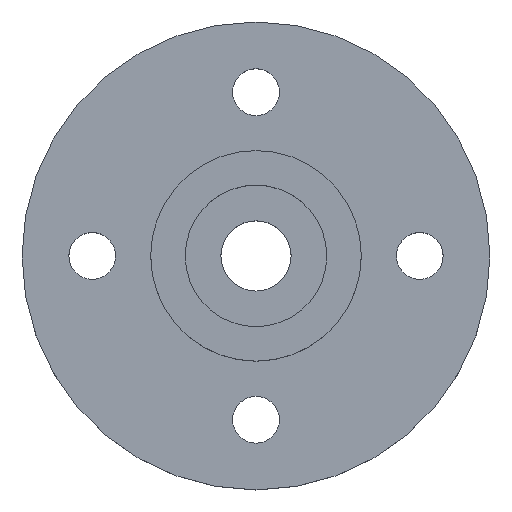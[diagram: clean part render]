
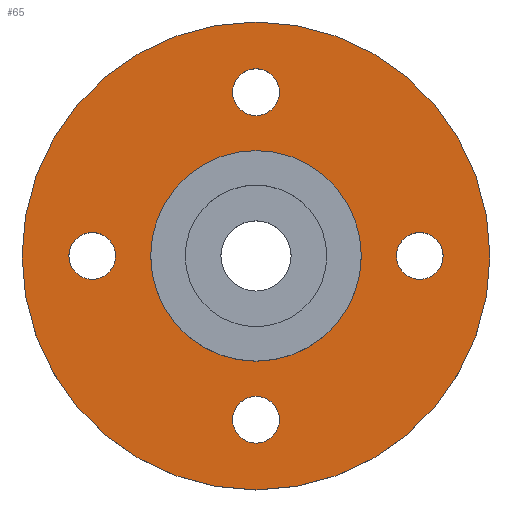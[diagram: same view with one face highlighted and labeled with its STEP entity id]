
A CAD part, top view. The second image highlights one B-rep face of the part: STEP entity #65.
In plain terms, the highlighted planar face has unit normal (0, 0, 1).
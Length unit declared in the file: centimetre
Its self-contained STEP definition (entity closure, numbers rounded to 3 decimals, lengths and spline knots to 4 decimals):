
#4 = DIRECTION ( 'NONE',  ( 0., 0., 1. ) ) ;
#5 = EDGE_CURVE ( 'NONE', #574, #91, #209, .T. ) ;
#6 = CARTESIAN_POINT ( 'NONE',  ( -0.8, 0., 0.2 ) ) ;
#8 = DIRECTION ( 'NONE',  ( -1., 0., 0. ) ) ;
#10 = DIRECTION ( 'NONE',  ( 0., 0., 1. ) ) ;
#16 = AXIS2_PLACEMENT_3D ( 'NONE', #496, #382, #171 ) ;
#27 = EDGE_LOOP ( 'NONE', ( #631, #472 ) ) ;
#28 = DIRECTION ( 'NONE',  ( 1., 0., 0. ) ) ;
#43 = DIRECTION ( 'NONE',  ( 1., 0., 0. ) ) ;
#51 = EDGE_LOOP ( 'NONE', ( #619, #557 ) ) ;
#52 = ORIENTED_EDGE ( 'NONE', *, *, #562, .F. ) ;
#54 = CARTESIAN_POINT ( 'NONE',  ( 0., -0.7, 0.2 ) ) ;
#58 = FACE_OUTER_BOUND ( 'NONE', #27, .T. ) ;
#59 = CARTESIAN_POINT ( 'NONE',  ( 0.1, -0.7, 0.2 ) ) ;
#61 = CARTESIAN_POINT ( 'NONE',  ( 0.6, 0., 0.2 ) ) ;
#62 = AXIS2_PLACEMENT_3D ( 'NONE', #586, #477, #43 ) ;
#65 = ADVANCED_FACE ( 'NONE', ( #660, #233, #651, #58, #120, #167 ), #504, .T. ) ;
#67 = DIRECTION ( 'NONE',  ( 0., 0., 1. ) ) ;
#76 = EDGE_LOOP ( 'NONE', ( #606, #590 ) ) ;
#79 = ORIENTED_EDGE ( 'NONE', *, *, #95, .F. ) ;
#82 = CIRCLE ( 'NONE', #180, 1. ) ;
#91 = VERTEX_POINT ( 'NONE', #392 ) ;
#95 = EDGE_CURVE ( 'NONE', #700, #578, #197, .T. ) ;
#111 = EDGE_CURVE ( 'NONE', #688, #165, #595, .T. ) ;
#115 = DIRECTION ( 'NONE',  ( -1., 0., 0. ) ) ;
#117 = DIRECTION ( 'NONE',  ( 1., 0., 0. ) ) ;
#120 = FACE_BOUND ( 'NONE', #379, .T. ) ;
#137 = ORIENTED_EDGE ( 'NONE', *, *, #344, .F. ) ;
#138 = CIRCLE ( 'NONE', #538, 0.1 ) ;
#147 = AXIS2_PLACEMENT_3D ( 'NONE', #549, #176, #226 ) ;
#152 = VERTEX_POINT ( 'NONE', #61 ) ;
#153 = EDGE_CURVE ( 'NONE', #541, #585, #138, .T. ) ;
#159 = CIRCLE ( 'NONE', #553, 0.45 ) ;
#165 = VERTEX_POINT ( 'NONE', #513 ) ;
#167 = FACE_BOUND ( 'NONE', #76, .T. ) ;
#171 = DIRECTION ( 'NONE',  ( 1., 0., 0. ) ) ;
#176 = DIRECTION ( 'NONE',  ( 0., 0., 1. ) ) ;
#178 = CIRCLE ( 'NONE', #62, 0.1 ) ;
#180 = AXIS2_PLACEMENT_3D ( 'NONE', #449, #656, #607 ) ;
#188 = CARTESIAN_POINT ( 'NONE',  ( -1., 0., 0.2 ) ) ;
#190 = CIRCLE ( 'NONE', #216, 0.45 ) ;
#194 = EDGE_CURVE ( 'NONE', #357, #675, #190, .T. ) ;
#196 = ORIENTED_EDGE ( 'NONE', *, *, #367, .F. ) ;
#197 = CIRCLE ( 'NONE', #355, 0.1 ) ;
#208 = DIRECTION ( 'NONE',  ( 0., 0., 1. ) ) ;
#209 = CIRCLE ( 'NONE', #705, 0.1 ) ;
#216 = AXIS2_PLACEMENT_3D ( 'NONE', #346, #626, #28 ) ;
#226 = DIRECTION ( 'NONE',  ( 1., 0., 0. ) ) ;
#233 = FACE_BOUND ( 'NONE', #537, .T. ) ;
#245 = DIRECTION ( 'NONE',  ( 1., 0., 0. ) ) ;
#254 = CARTESIAN_POINT ( 'NONE',  ( -0.7, 0., 0.2 ) ) ;
#257 = DIRECTION ( 'NONE',  ( 0., 0., 1. ) ) ;
#259 = ORIENTED_EDGE ( 'NONE', *, *, #5, .F. ) ;
#262 = CIRCLE ( 'NONE', #147, 0.1 ) ;
#264 = EDGE_LOOP ( 'NONE', ( #79, #52 ) ) ;
#265 = DIRECTION ( 'NONE',  ( -1., 0., 0. ) ) ;
#274 = CARTESIAN_POINT ( 'NONE',  ( 0.8, 0., 0.2 ) ) ;
#275 = CARTESIAN_POINT ( 'NONE',  ( 0., 0., 0.2 ) ) ;
#279 = DIRECTION ( 'NONE',  ( 0., 0., 1. ) ) ;
#280 = CARTESIAN_POINT ( 'NONE',  ( 0.1, 0.7, 0.2 ) ) ;
#281 = CARTESIAN_POINT ( 'NONE',  ( -0.7, 0., 0.2 ) ) ;
#284 = CARTESIAN_POINT ( 'NONE',  ( -0.6, 0., 0.2 ) ) ;
#305 = AXIS2_PLACEMENT_3D ( 'NONE', #527, #257, #632 ) ;
#306 = CIRCLE ( 'NONE', #501, 0.1 ) ;
#307 = CARTESIAN_POINT ( 'NONE',  ( 0., 0., 0.2 ) ) ;
#325 = EDGE_CURVE ( 'NONE', #675, #357, #159, .T. ) ;
#340 = CIRCLE ( 'NONE', #305, 0.1 ) ;
#344 = EDGE_CURVE ( 'NONE', #91, #574, #340, .T. ) ;
#346 = CARTESIAN_POINT ( 'NONE',  ( 0., 0., 0.2 ) ) ;
#355 = AXIS2_PLACEMENT_3D ( 'NONE', #446, #4, #611 ) ;
#357 = VERTEX_POINT ( 'NONE', #695 ) ;
#367 = EDGE_CURVE ( 'NONE', #529, #152, #178, .T. ) ;
#379 = EDGE_LOOP ( 'NONE', ( #685, #196 ) ) ;
#382 = DIRECTION ( 'NONE',  ( 0., 0., 1. ) ) ;
#390 = AXIS2_PLACEMENT_3D ( 'NONE', #658, #67, #117 ) ;
#392 = CARTESIAN_POINT ( 'NONE',  ( -0.1, -0.7, 0.2 ) ) ;
#403 = EDGE_CURVE ( 'NONE', #585, #541, #306, .T. ) ;
#446 = CARTESIAN_POINT ( 'NONE',  ( 0., 0.7, 0.2 ) ) ;
#449 = CARTESIAN_POINT ( 'NONE',  ( 0., 0., 0.2 ) ) ;
#454 = DIRECTION ( 'NONE',  ( 0., 0., 1. ) ) ;
#472 = ORIENTED_EDGE ( 'NONE', *, *, #604, .T. ) ;
#477 = DIRECTION ( 'NONE',  ( 0., 0., 1. ) ) ;
#495 = DIRECTION ( 'NONE',  ( 1., 0., 0. ) ) ;
#496 = CARTESIAN_POINT ( 'NONE',  ( 0., 0.7, 0.2 ) ) ;
#500 = DIRECTION ( 'NONE',  ( 0., 0., 1. ) ) ;
#501 = AXIS2_PLACEMENT_3D ( 'NONE', #254, #208, #265 ) ;
#504 = PLANE ( 'NONE',  #666 ) ;
#513 = CARTESIAN_POINT ( 'NONE',  ( 1., 0., 0.2 ) ) ;
#517 = CARTESIAN_POINT ( 'NONE',  ( -0.45, 0., 0.2 ) ) ;
#520 = EDGE_CURVE ( 'NONE', #152, #529, #262, .T. ) ;
#527 = CARTESIAN_POINT ( 'NONE',  ( 0., -0.7, 0.2 ) ) ;
#529 = VERTEX_POINT ( 'NONE', #274 ) ;
#537 = EDGE_LOOP ( 'NONE', ( #137, #259 ) ) ;
#538 = AXIS2_PLACEMENT_3D ( 'NONE', #281, #500, #8 ) ;
#541 = VERTEX_POINT ( 'NONE', #284 ) ;
#549 = CARTESIAN_POINT ( 'NONE',  ( 0.7, 0., 0.2 ) ) ;
#553 = AXIS2_PLACEMENT_3D ( 'NONE', #307, #454, #245 ) ;
#557 = ORIENTED_EDGE ( 'NONE', *, *, #194, .F. ) ;
#559 = CARTESIAN_POINT ( 'NONE',  ( -0.1, 0.7, 0.2 ) ) ;
#562 = EDGE_CURVE ( 'NONE', #578, #700, #676, .T. ) ;
#574 = VERTEX_POINT ( 'NONE', #59 ) ;
#578 = VERTEX_POINT ( 'NONE', #280 ) ;
#585 = VERTEX_POINT ( 'NONE', #6 ) ;
#586 = CARTESIAN_POINT ( 'NONE',  ( 0.7, 0., 0.2 ) ) ;
#590 = ORIENTED_EDGE ( 'NONE', *, *, #153, .F. ) ;
#595 = CIRCLE ( 'NONE', #390, 1. ) ;
#604 = EDGE_CURVE ( 'NONE', #165, #688, #82, .T. ) ;
#606 = ORIENTED_EDGE ( 'NONE', *, *, #403, .F. ) ;
#607 = DIRECTION ( 'NONE',  ( 1., 0., 0. ) ) ;
#611 = DIRECTION ( 'NONE',  ( 1., 0., 0. ) ) ;
#619 = ORIENTED_EDGE ( 'NONE', *, *, #325, .F. ) ;
#626 = DIRECTION ( 'NONE',  ( 0., 0., 1. ) ) ;
#631 = ORIENTED_EDGE ( 'NONE', *, *, #111, .T. ) ;
#632 = DIRECTION ( 'NONE',  ( -1., 0., 0. ) ) ;
#651 = FACE_BOUND ( 'NONE', #264, .T. ) ;
#656 = DIRECTION ( 'NONE',  ( 0., 0., 1. ) ) ;
#658 = CARTESIAN_POINT ( 'NONE',  ( 0., 0., 0.2 ) ) ;
#660 = FACE_BOUND ( 'NONE', #51, .T. ) ;
#666 = AXIS2_PLACEMENT_3D ( 'NONE', #275, #279, #495 ) ;
#675 = VERTEX_POINT ( 'NONE', #517 ) ;
#676 = CIRCLE ( 'NONE', #16, 0.1 ) ;
#685 = ORIENTED_EDGE ( 'NONE', *, *, #520, .F. ) ;
#688 = VERTEX_POINT ( 'NONE', #188 ) ;
#695 = CARTESIAN_POINT ( 'NONE',  ( 0.45, 0., 0.2 ) ) ;
#700 = VERTEX_POINT ( 'NONE', #559 ) ;
#705 = AXIS2_PLACEMENT_3D ( 'NONE', #54, #10, #115 ) ;
